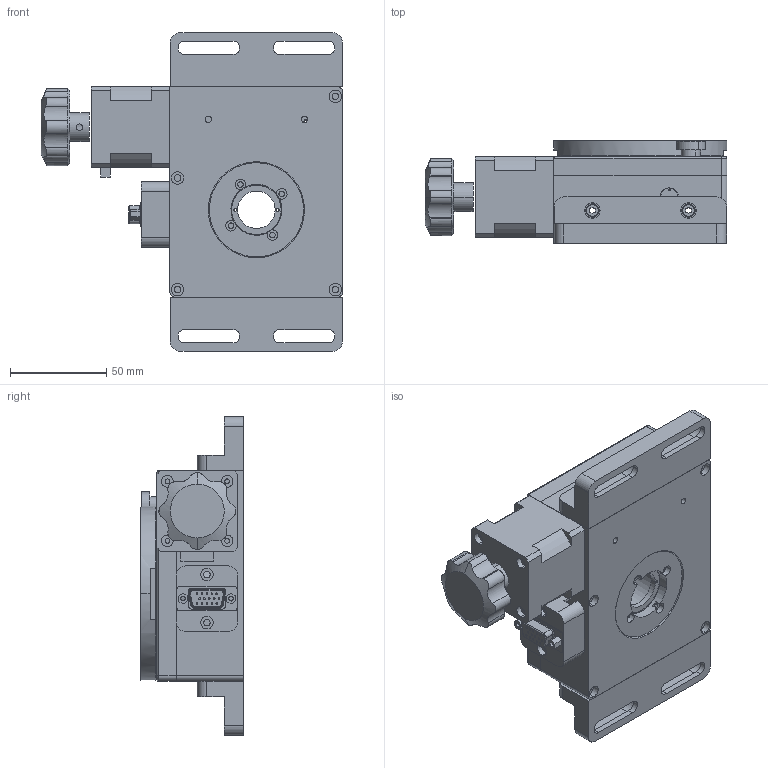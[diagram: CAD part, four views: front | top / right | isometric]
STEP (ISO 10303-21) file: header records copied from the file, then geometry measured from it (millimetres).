
FILE_DESCRIPTION (( 'STEP AP214' ), '1' );
FILE_NAME ('08MRA-2.STEP', '2018-11-09T02:29:14', ( '' ), ( '' ), 'SwSTEP 2.0', 'SolidWorks 2016', '' );
FILE_SCHEMA (( 'AUTOMOTIVE_DESIGN' ));
Length unit declared in the file: millimetre
Products named in the file (1): 08MRA-2
Bounding box: 157 x 53.5 x 165.5 mm (x, y, z)
Surface area: 100150.8 mm2 (no closed solid volume)
Topology: 0 solids, 124 shells, 1119 faces, 7193 edges, 5845 vertices
Faces by surface type: plane 780, cylinder 248, bspline 45, torus 23, cone 23
Entity records: 105589 total; most frequent: CARTESIAN_POINT 42352, ORIENTED_EDGE 9363, DIRECTION 9308, EDGE_CURVE 7193, VERTEX_POINT 5845, LINE 4318, VECTOR 4318, AXIS2_PLACEMENT_3D 2495
